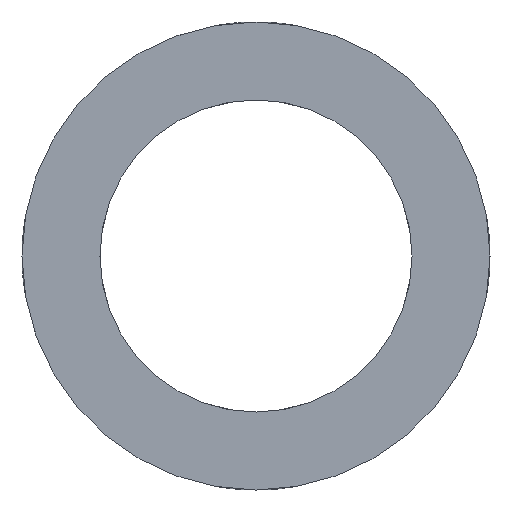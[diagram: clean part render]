
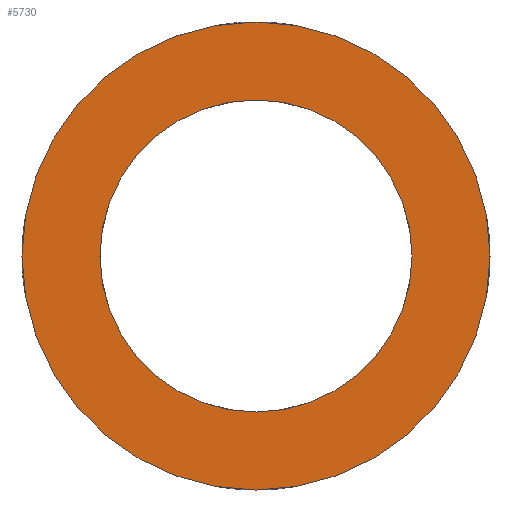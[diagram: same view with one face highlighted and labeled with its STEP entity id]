
A CAD part, left-side view. The second image highlights one B-rep face of the part: STEP entity #5730.
In plain terms, the highlighted planar face has unit normal (-1, 0, 0).
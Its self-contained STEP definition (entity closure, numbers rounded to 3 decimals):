
#35=FACE_BOUND('',#706,.T.);
#49=PLANE('',#6016);
#100=CIRCLE('',#5979,14.);
#102=CIRCLE('',#5982,21.);
#393=FACE_OUTER_BOUND('',#705,.T.);
#705=EDGE_LOOP('',(#5194));
#706=EDGE_LOOP('',(#5195));
#2412=VERTEX_POINT('',#15416);
#2440=VERTEX_POINT('',#15743);
#3214=EDGE_CURVE('',#2412,#2412,#100,.T.);
#3265=EDGE_CURVE('',#2440,#2440,#102,.T.);
#5194=ORIENTED_EDGE('',*,*,#3265,.F.);
#5195=ORIENTED_EDGE('',*,*,#3214,.T.);
#5730=ADVANCED_FACE('',(#393,#35),#49,.T.);
#5979=AXIS2_PLACEMENT_3D('',#15418,#6706,#6707);
#5982=AXIS2_PLACEMENT_3D('',#15745,#6726,#6727);
#6016=AXIS2_PLACEMENT_3D('',#23167,#6794,#6795);
#6706=DIRECTION('center_axis',(1.,0.,0.));
#6707=DIRECTION('ref_axis',(0.,0.,-1.));
#6726=DIRECTION('center_axis',(1.,0.,0.));
#6727=DIRECTION('ref_axis',(0.,0.,-1.));
#6794=DIRECTION('center_axis',(-1.,0.,0.));
#6795=DIRECTION('ref_axis',(0.,0.,1.));
#15416=CARTESIAN_POINT('',(-191.5,-14.,0.));
#15418=CARTESIAN_POINT('Origin',(-191.5,0.,0.));
#15743=CARTESIAN_POINT('',(-191.5,-21.,0.));
#15745=CARTESIAN_POINT('Origin',(-191.5,0.,0.));
#23167=CARTESIAN_POINT('Origin',(-191.5,21.,0.));
